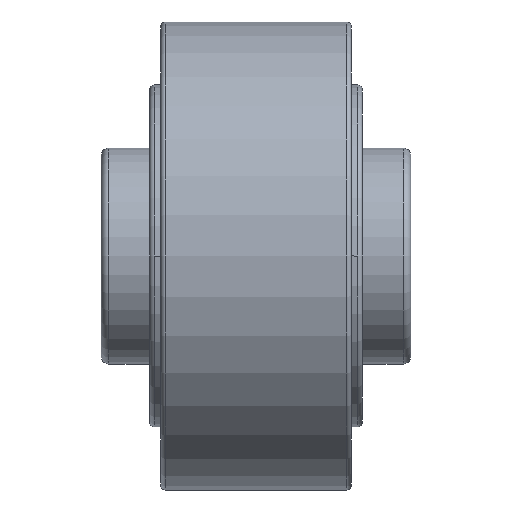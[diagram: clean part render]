
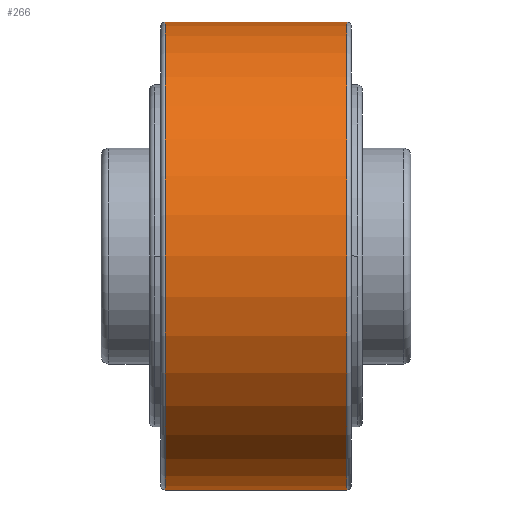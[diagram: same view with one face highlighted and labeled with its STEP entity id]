
A CAD part, front view. The second image highlights one B-rep face of the part: STEP entity #266.
In plain terms, the highlighted cylindrical face has radius 65 mm (diameter 130 mm), a partial arc.
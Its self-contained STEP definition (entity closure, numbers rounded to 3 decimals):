
#266=ADVANCED_FACE('',(#724),#725,.T.);
#724=FACE_OUTER_BOUND('',#1218,.T.);
#725=CYLINDRICAL_SURFACE('',#1219,65.0);
#1218=EDGE_LOOP('',(#2820,#2821,#2822,#2823,#2824,#2825));
#1219=AXIS2_PLACEMENT_3D('',#2826,#2827,#2828);
#2820=ORIENTED_EDGE('',*,*,#2921,.T.);
#2821=ORIENTED_EDGE('',*,*,#3387,.F.);
#2822=ORIENTED_EDGE('',*,*,#3386,.F.);
#2823=ORIENTED_EDGE('',*,*,#2923,.T.);
#2824=ORIENTED_EDGE('',*,*,#3383,.T.);
#2825=ORIENTED_EDGE('',*,*,#3382,.T.);
#2826=CARTESIAN_POINT('',(0.0,0.0,0.0));
#2827=DIRECTION('',(1.0,0.0,0.0));
#2828=DIRECTION('',(0.0,0.0,-1.0));
#2921=EDGE_CURVE('',#3552,#3553,#3554,.T.);
#2923=EDGE_CURVE('',#3557,#3555,#3558,.T.);
#3382=EDGE_CURVE('',#4294,#3552,#4295,.T.);
#3383=EDGE_CURVE('',#3555,#4294,#4296,.T.);
#3386=EDGE_CURVE('',#3557,#4300,#4301,.T.);
#3387=EDGE_CURVE('',#4300,#3553,#4302,.T.);
#3552=VERTEX_POINT('',#4355);
#3553=VERTEX_POINT('',#4356);
#3554=LINE('',#4357,#4358);
#3555=VERTEX_POINT('',#4359);
#3557=VERTEX_POINT('',#4361);
#3558=LINE('',#4362,#4363);
#4294=VERTEX_POINT('',#5460);
#4295=CIRCLE('',#5461,65.0);
#4296=CIRCLE('',#5462,65.0);
#4300=VERTEX_POINT('',#5466);
#4301=CIRCLE('',#5467,65.0);
#4302=CIRCLE('',#5468,65.0);
#4355=CARTESIAN_POINT('',(-25.2,0.,-65.0));
#4356=CARTESIAN_POINT('',(25.2,0.,-65.0));
#4357=CARTESIAN_POINT('',(0.0,0.,-65.0));
#4358=VECTOR('',#5557,1.0);
#4359=CARTESIAN_POINT('',(-25.2,0.,65.0));
#4361=CARTESIAN_POINT('',(25.2,0.,65.0));
#4362=CARTESIAN_POINT('',(0.0,0.,65.0));
#4363=VECTOR('',#5561,1.0);
#5460=CARTESIAN_POINT('',(-25.2,-65.0,0.));
#5461=AXIS2_PLACEMENT_3D('',#6538,#6539,#6540);
#5462=AXIS2_PLACEMENT_3D('',#6541,#6542,#6543);
#5466=CARTESIAN_POINT('',(25.2,-65.0,0.0));
#5467=AXIS2_PLACEMENT_3D('',#6550,#6551,#6552);
#5468=AXIS2_PLACEMENT_3D('',#6553,#6554,#6555);
#5557=DIRECTION('',(1.0,0.0,0.0));
#5561=DIRECTION('',(-1.0,-0.0,-0.0));
#6538=CARTESIAN_POINT('',(-25.2,0.,0.));
#6539=DIRECTION('',(1.0,0.0,0.0));
#6540=DIRECTION('',(0.0,0.0,-1.0));
#6541=CARTESIAN_POINT('',(-25.2,0.,0.));
#6542=DIRECTION('',(1.0,0.0,0.0));
#6543=DIRECTION('',(0.0,0.0,-1.0));
#6550=CARTESIAN_POINT('',(25.2,0.,0.0));
#6551=DIRECTION('',(1.0,0.0,0.0));
#6552=DIRECTION('',(0.0,0.0,-1.0));
#6553=CARTESIAN_POINT('',(25.2,0.,0.0));
#6554=DIRECTION('',(1.0,0.0,0.0));
#6555=DIRECTION('',(0.0,0.0,-1.0));
